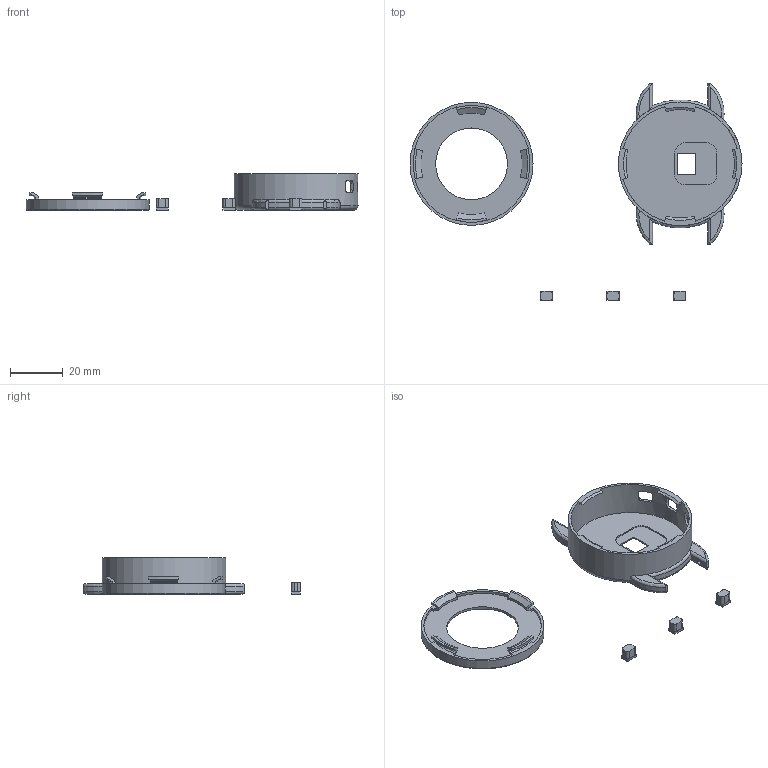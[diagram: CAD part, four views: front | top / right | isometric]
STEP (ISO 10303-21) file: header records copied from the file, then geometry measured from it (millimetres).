
FILE_DESCRIPTION(/* description */ ('STEP AP242','CAx-IF Rec.Pracs.---Representation and Presentation of Product Manufacturing Information (PMI)---4.0---2014-10-13','CAx-IF Rec.Pracs.---3D Tessellated Geometry---0.4---2014-09-14','2;1'),/* implementation_level */ '2;1');
FILE_NAME(/* name */ '680401d7c552f437d0bedae8',/* time_stamp */ '2025-04-19T20:04:39Z',/* author */ (''),/* organization */ (''),/* preprocessor_version */ 'ST-DEVELOPER v20',/* originating_system */ 'ONSHAPE BY PTC INC, 1.196',/* authorisation */ ' ');
FILE_SCHEMA (('AP242_MANAGED_MODEL_BASED_3D_ENGINEERING_MIM_LF { 1 0 10303 442 1 1 4 }'));
Length unit declared in the file: metre
Products named in the file (6): case_v2.2_print_layout; Part 243; Part 244; Part 1
Assembly tree (10 placements, depth 2):
  case_v2.2_print_layout
    Part 243  x3
    Part 244  x3
    Part 1  x2
    Part 1
    Part 1
Bounding box: 126.16 x 82.36 x 14 mm (x, y, z)
Volume: 7030.8 mm3; surface area: 12638.4 mm2
Topology: 10 solids, 10 shells, 275 faces, 723 edges, 470 vertices
Faces by surface type: plane 160, cylinder 74, cone 24, torus 15, sphere 2
Full cylindrical faces by diameter (mm): 27.266 x1, 45 x1, 46.766 x1, 47 x1
Entity records: 6209 total; most frequent: CARTESIAN_POINT 1217, ORIENTED_EDGE 1008, DIRECTION 1008, EDGE_CURVE 504, AXIS2_PLACEMENT_3D 346, VERTEX_POINT 333, LINE 316, VECTOR 316
